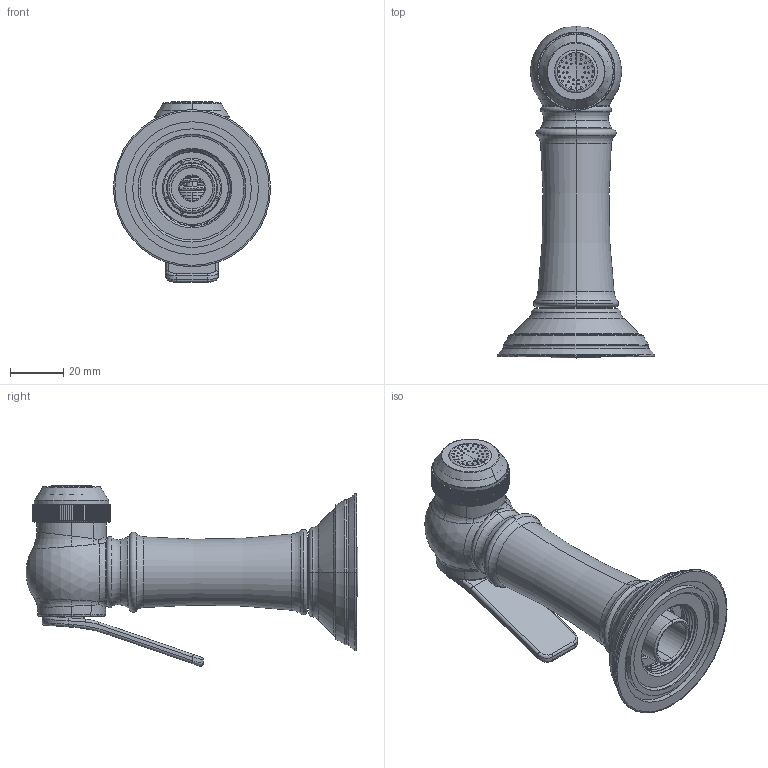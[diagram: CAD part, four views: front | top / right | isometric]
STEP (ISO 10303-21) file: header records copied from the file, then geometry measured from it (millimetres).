
FILE_DESCRIPTION((''),'2;1');
FILE_NAME('2470-5703_SPEC_ASM','2012-08-23T',('rsmith'),(''),'PRO/ENGINEER BY PARAMETRIC TECHNOLOGY CORPORATION, 2009300','PRO/ENGINEER BY PARAMETRIC TECHNOLOGY CORPORATION, 2009300','');
FILE_SCHEMA(('CONFIG_CONTROL_DESIGN'));
Length unit declared in the file: inch
Products named in the file (24): 11719; 91543; 2-800_ASM; 11720; 11721; SCREW_1-078; SEAT_1-078; O_RING_1-078; 1-078_ASM; 91224; 10804; 10806; 91021; 92080; 92079; 11830; 2-735_ASM; 10801; 10802; 10803; 91221; 10805; 2-708_ASM; 2470-5703_SPEC_ASM
Assembly tree (23 placements, depth 4):
  2470-5703_SPEC_ASM
    2-800_ASM
      11719
      91543
    11720
    2-708_ASM
      11721
      1-078_ASM
        SCREW_1-078
        SEAT_1-078
        O_RING_1-078
      91224
      10804
      10806
      91021
      2-735_ASM
        92080
        92079
        11830
      10801
      10802
      10803
      91221
      10805
Bounding box: 58.91 x 124.38 x 67.64 mm (x, y, z)
Volume: 78183.3 mm3; surface area: 47548.3 mm2
Topology: 19 solids, 19 shells, 1125 faces, 3001 edges, 1921 vertices
Faces by surface type: cylinder 451, plane 374, bspline 139, torus 92, cone 63, sphere 6
Entity records: 64799 total; most frequent: CARTESIAN_POINT 37600, ORIENTED_EDGE 5986, DIRECTION 4996, EDGE_CURVE 2993, VERTEX_POINT 1921, AXIS2_PLACEMENT_3D 1905, EDGE_LOOP 1270, VECTOR 1186
